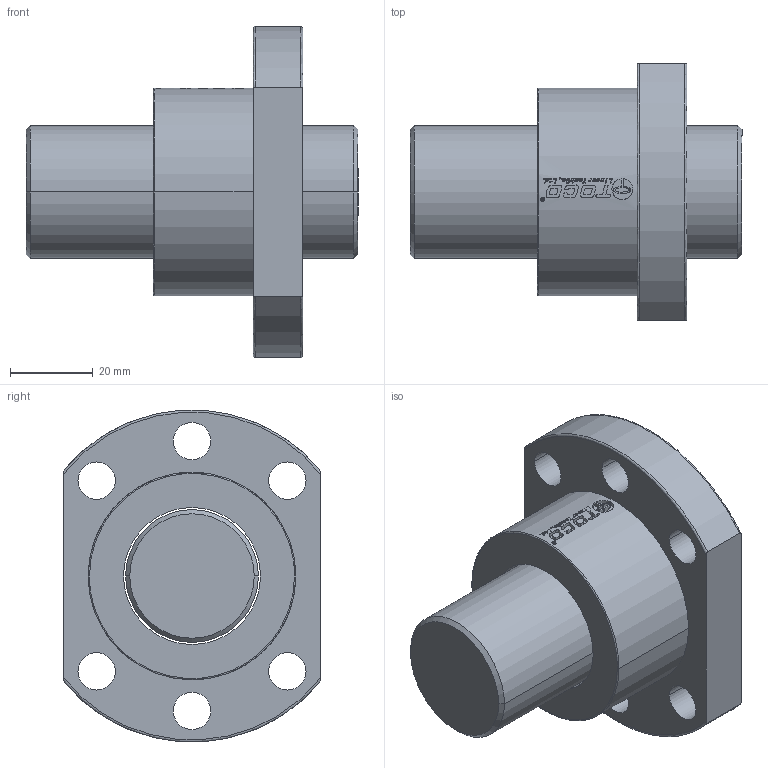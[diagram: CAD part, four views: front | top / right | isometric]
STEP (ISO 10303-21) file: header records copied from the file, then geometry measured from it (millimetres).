
FILE_DESCRIPTION (( 'STEP AP203' ), '1' );
FILE_NAME ('SFS03205.STEP', '2019-04-04T06:47:27', ( '' ), ( '' ), 'SwSTEP 2.0', 'SolidWorks 2015', '' );
FILE_SCHEMA (( 'CONFIG_CONTROL_DESIGN' ));
Length unit declared in the file: millimetre
Products named in the file (1): SFS03205
Bounding box: 80 x 62 x 79.87 mm (x, y, z)
Volume: 122139.8 mm3; surface area: 28717.9 mm2
Topology: 2 solids, 2 shells, 670 faces, 1881 edges, 1252 vertices
Faces by surface type: plane 603, cylinder 36, bspline 27, cone 4
Entity records: 23241 total; most frequent: CARTESIAN_POINT 7394, ORIENTED_EDGE 3762, DIRECTION 2703, EDGE_CURVE 1881, LINE 1271, VECTOR 1271, VERTEX_POINT 1252, EDGE_LOOP 721
